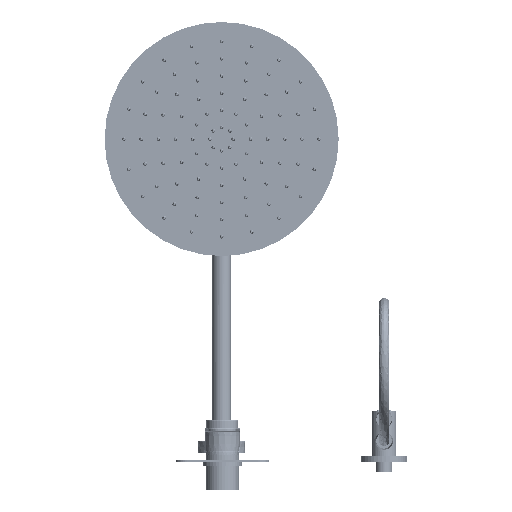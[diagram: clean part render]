
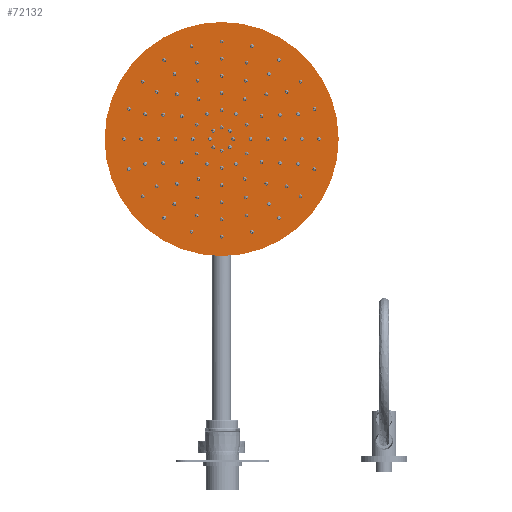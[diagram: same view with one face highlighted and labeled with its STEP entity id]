
A CAD part, front view. The second image highlights one B-rep face of the part: STEP entity #72132.
In plain terms, the highlighted planar face has unit normal (0, -1, 0).
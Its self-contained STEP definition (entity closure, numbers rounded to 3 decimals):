
#4738 = CARTESIAN_POINT ( 'NONE',  ( 61.699, 952.183, 329.402 ) ) ;
#18004 = FACE_OUTER_BOUND ( 'NONE', #74726, .T. ) ;
#23382 = EDGE_CURVE ( 'NONE', #58457, #85301, #32722, .T. ) ;
#24745 = AXIS2_PLACEMENT_3D ( 'NONE', #4738, #67098, #87511 ) ;
#32722 = CIRCLE ( 'NONE', #144674, 150. ) ;
#42319 = DIRECTION ( 'NONE',  ( 0., 0., 1. ) ) ;
#58457 = VERTEX_POINT ( 'NONE', #97349 ) ;
#64946 = CARTESIAN_POINT ( 'NONE',  ( 61.699, 952.183, 329.402 ) ) ;
#67098 = DIRECTION ( 'NONE',  ( 0., 1., 0. ) ) ;
#72132 = ADVANCED_FACE ( 'NONE', ( #18004 ), #90607, .F. ) ;
#74726 = EDGE_LOOP ( 'NONE', ( #97553, #140704 ) ) ;
#77143 = EDGE_CURVE ( 'NONE', #85301, #58457, #87193, .T. ) ;
#85301 = VERTEX_POINT ( 'NONE', #112421 ) ;
#87193 = CIRCLE ( 'NONE', #119579, 150. ) ;
#87511 = DIRECTION ( 'NONE',  ( 0., 0., -1. ) ) ;
#90607 = PLANE ( 'NONE',  #24745 ) ;
#97349 = CARTESIAN_POINT ( 'NONE',  ( 61.699, 952.183, 479.402 ) ) ;
#97553 = ORIENTED_EDGE ( 'NONE', *, *, #23382, .T. ) ;
#99316 = DIRECTION ( 'NONE',  ( 0., -1., 0. ) ) ;
#112421 = CARTESIAN_POINT ( 'NONE',  ( 61.699, 952.183, 179.402 ) ) ;
#112558 = DIRECTION ( 'NONE',  ( 0., -1., 0. ) ) ;
#119579 = AXIS2_PLACEMENT_3D ( 'NONE', #149125, #99316, #42319 ) ;
#134442 = DIRECTION ( 'NONE',  ( 0., 0., 1. ) ) ;
#140704 = ORIENTED_EDGE ( 'NONE', *, *, #77143, .T. ) ;
#144674 = AXIS2_PLACEMENT_3D ( 'NONE', #64946, #112558, #134442 ) ;
#149125 = CARTESIAN_POINT ( 'NONE',  ( 61.699, 952.183, 329.402 ) ) ;
